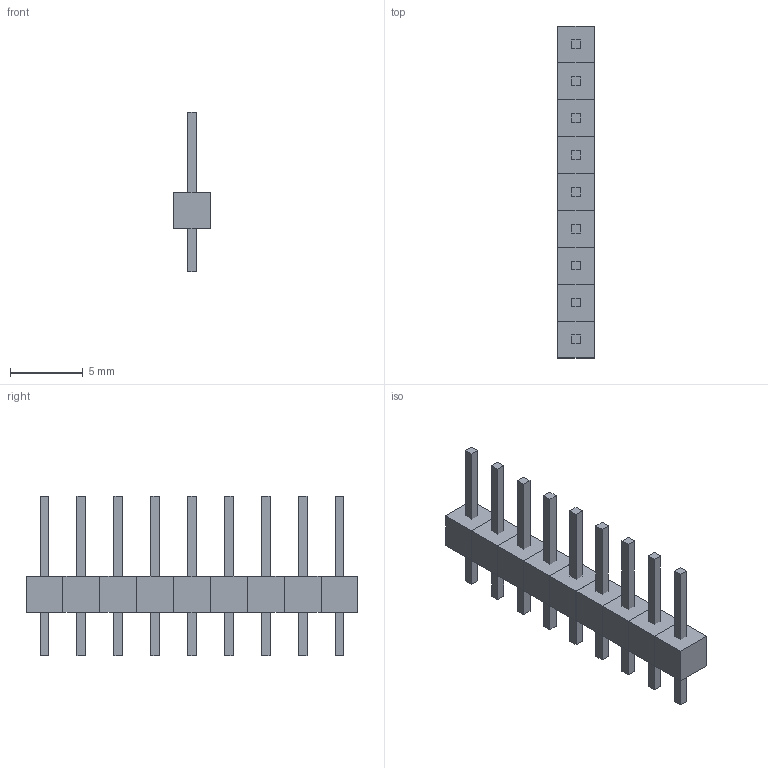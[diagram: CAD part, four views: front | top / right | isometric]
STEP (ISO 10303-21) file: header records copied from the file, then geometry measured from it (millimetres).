
FILE_DESCRIPTION(('Open CASCADE Model'),'2;1');
FILE_NAME('Open CASCADE Shape Model','2023-10-21T12:34:41',('Author'),('Open CASCADE'),'Open CASCADE STEP processor 7.7','Open CASCADE 7.7','Unknown');
FILE_SCHEMA(('AUTOMOTIVE_DESIGN { 1 0 10303 214 1 1 1 1 }'));
Length unit declared in the file: millimetre
Products named in the file (21): Pin Header 2.54mm 1x09 â0.9mm; insulator-1; insulator-1_part; lead-1; lead-1_part; insulator-2; lead-2; insulator-3; lead-3; insulator-4; lead-4; insulator-5; lead-5; insulator-6; lead-6; insulator-7; lead-7; insulator-8; lead-8; insulator-9; lead-9
Assembly tree (36 placements, depth 3):
  Pin Header 2.54mm 1x09 â0.9mm
    insulator-1
      insulator-1_part
    lead-1
      lead-1_part
    insulator-2
      insulator-1_part
    lead-2
      lead-1_part
    insulator-3
      insulator-1_part
    lead-3
      lead-1_part
    insulator-4
      insulator-1_part
    lead-4
      lead-1_part
    insulator-5
      insulator-1_part
    lead-5
      lead-1_part
    insulator-6
      insulator-1_part
    lead-6
      lead-1_part
    insulator-7
      insulator-1_part
    lead-7
      lead-1_part
    insulator-8
      insulator-1_part
    lead-8
      lead-1_part
    insulator-9
      insulator-1_part
    lead-9
      lead-1_part
Bounding box: 2.54 x 22.86 x 11 mm (x, y, z)
Volume: 181 mm3; surface area: 589.3 mm2
Topology: 18 solids, 18 shells, 108 faces, 216 edges, 144 vertices
Faces by surface type: plane 108
Entity records: 511 total; most frequent: PRODUCT_DEFINITION_SHAPE 57, CONTEXT_DEPENDENT_SHAPE_REPRESENTATION 36, NEXT_ASSEMBLY_USAGE_OCCURRENCE 36, ORIENTED_EDGE 36, CARTESIAN_POINT 25, EDGE_CURVE 24, LINE 24, SHAPE_DEFINITION_REPRESENTATION 21
